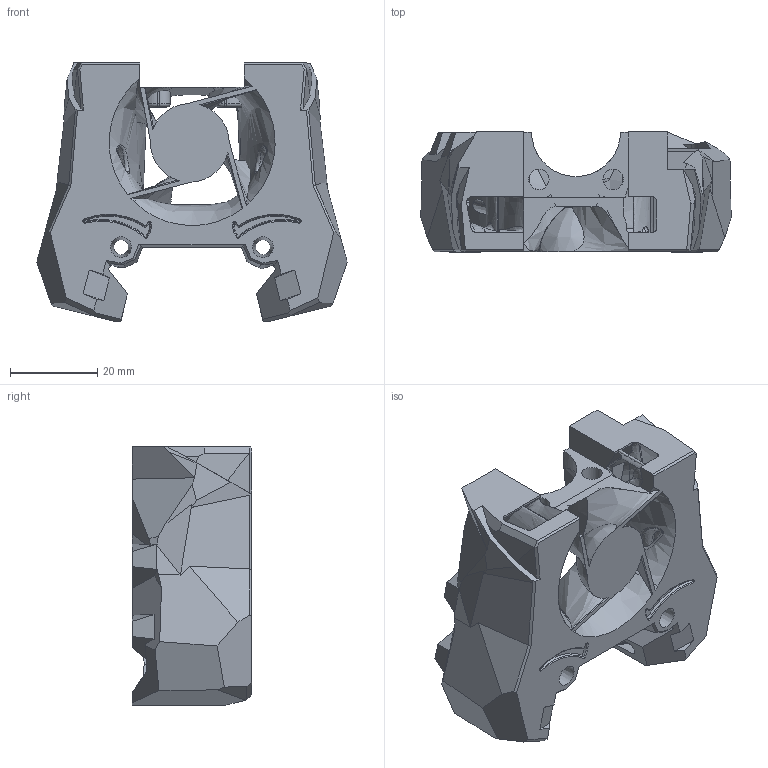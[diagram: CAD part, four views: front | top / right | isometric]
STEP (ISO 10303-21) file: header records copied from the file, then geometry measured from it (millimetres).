
FILE_DESCRIPTION(/* description */ (''),/* implementation_level */ '2;1');
FILE_NAME(/* name */ 'stealthjelly front.step',/* time_stamp */ '2023-10-09T16:58:52-04:00',/* author */ (''),/* organization */ (''),/* preprocessor_version */ 'ST-DEVELOPER v20',/* originating_system */ 'Autodesk Translation Framework v12.9.0.99',/* authorisation */ '');
FILE_SCHEMA (('AUTOMOTIVE_DESIGN { 1 0 10303 214 3 1 1 }'));
Products named in the file (1): SBRapido TH Front
Bounding box: 71.07 x 27.4 x 59.13 mm (x, y, z)
Volume: 37295.1 mm3; surface area: 22711.3 mm2
Topology: 1 solids, 1 shells, 478 faces, 1552 edges, 1044 vertices
Faces by surface type: plane 233, bspline 160, cylinder 40, cone 36, torus 8, sphere 1
Full cylindrical faces by diameter (mm): 3.4 x2, 4.7 x4, 5.4 x2
Entity records: 43856 total; most frequent: CARTESIAN_POINT 31781, ORIENTED_EDGE 3050, DIRECTION 1726, EDGE_CURVE 1525, VERTEX_POINT 1044, LINE 670, VECTOR 670, B_SPLINE_CURVE_WITH_KNOTS 646
